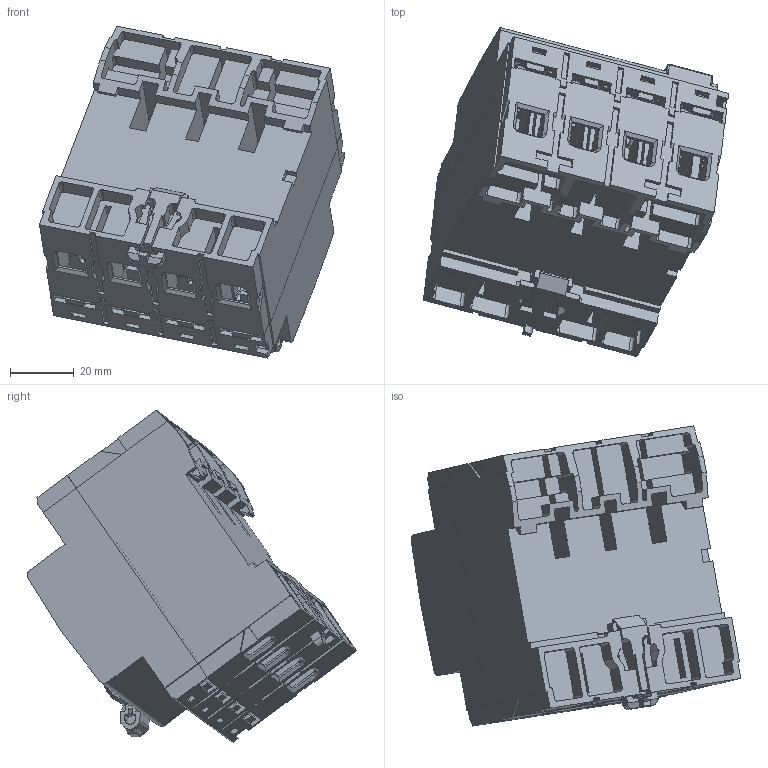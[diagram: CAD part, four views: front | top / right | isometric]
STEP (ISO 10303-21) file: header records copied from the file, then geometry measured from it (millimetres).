
FILE_DESCRIPTION (( 'STEP AP214' ), '1' );
FILE_NAME ('AR054103.STEP', '2023-09-14T11:01:28', ( '' ), ( '' ), 'SwSTEP 2.0', 'SolidWorks 2021', '' );
FILE_SCHEMA (( 'AUTOMOTIVE_DESIGN' ));
Length unit declared in the file: millimetre
Products named in the file (1): AR054103
Bounding box: 96.12 x 103.61 x 104.55 mm (x, y, z)
Surface area: 107030.2 mm2 (no closed solid volume)
Topology: 0 solids, 5 shells, 2424 faces, 7185 edges, 4766 vertices
Faces by surface type: bspline 2424
Entity records: 79133 total; most frequent: CARTESIAN_POINT 34937, ORIENTED_EDGE 14242, EDGE_CURVE 7183, B_SPLINE_CURVE_WITH_KNOTS 6670, VERTEX_POINT 4766, EDGE_LOOP 2536, FACE_OUTER_BOUND 2424, ADVANCED_FACE 2424
